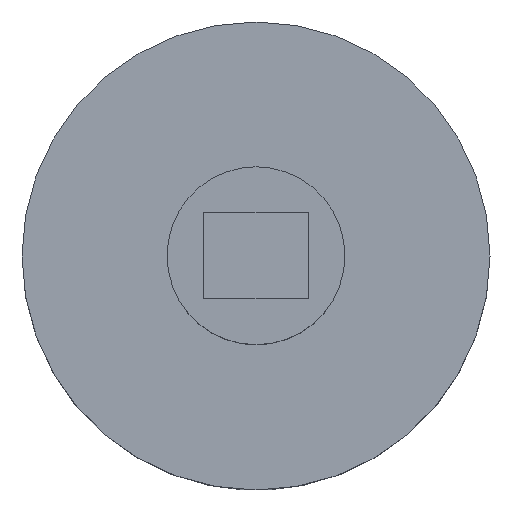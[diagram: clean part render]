
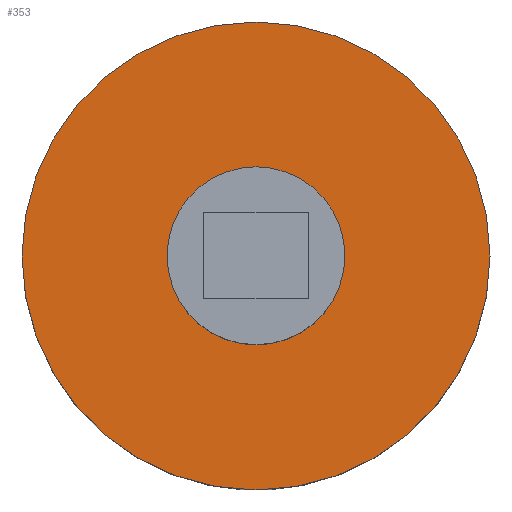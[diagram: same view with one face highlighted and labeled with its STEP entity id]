
A CAD part, top view. The second image highlights one B-rep face of the part: STEP entity #353.
In plain terms, the highlighted planar face has unit normal (0, 0, 1).
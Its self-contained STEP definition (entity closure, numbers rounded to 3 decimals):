
#35 = DIRECTION ( 'NONE',  ( -1., 0., 0. ) ) ;
#40 = AXIS2_PLACEMENT_3D ( 'NONE', #113, #540, #593 ) ;
#44 = AXIS2_PLACEMENT_3D ( 'NONE', #348, #50, #444 ) ;
#50 = DIRECTION ( 'NONE',  ( 0., 0., -1. ) ) ;
#53 = FACE_OUTER_BOUND ( 'NONE', #577, .T. ) ;
#56 = DIRECTION ( 'NONE',  ( 0., 0., -1. ) ) ;
#64 = AXIS2_PLACEMENT_3D ( 'NONE', #218, #56, #446 ) ;
#66 = CIRCLE ( 'NONE', #64, 12.5 ) ;
#104 = AXIS2_PLACEMENT_3D ( 'NONE', #621, #432, #35 ) ;
#113 = CARTESIAN_POINT ( 'NONE',  ( 0., 0., 0. ) ) ;
#161 = ORIENTED_EDGE ( 'NONE', *, *, #387, .T. ) ;
#198 = VERTEX_POINT ( 'NONE', #554 ) ;
#204 = VERTEX_POINT ( 'NONE', #420 ) ;
#218 = CARTESIAN_POINT ( 'NONE',  ( 0., 0., 0. ) ) ;
#229 = FACE_BOUND ( 'NONE', #258, .T. ) ;
#258 = EDGE_LOOP ( 'NONE', ( #161, #485 ) ) ;
#267 = ORIENTED_EDGE ( 'NONE', *, *, #613, .F. ) ;
#270 = CIRCLE ( 'NONE', #44, 4.75 ) ;
#277 = VERTEX_POINT ( 'NONE', #405 ) ;
#282 = AXIS2_PLACEMENT_3D ( 'NONE', #422, #620, #566 ) ;
#300 = CIRCLE ( 'NONE', #40, 12.5 ) ;
#305 = ORIENTED_EDGE ( 'NONE', *, *, #579, .F. ) ;
#339 = CARTESIAN_POINT ( 'NONE',  ( -12.5, 0., 0. ) ) ;
#348 = CARTESIAN_POINT ( 'NONE',  ( 0., 0., 0. ) ) ;
#353 = ADVANCED_FACE ( 'NONE', ( #53, #229 ), #376, .F. ) ;
#376 = PLANE ( 'NONE',  #104 ) ;
#387 = EDGE_CURVE ( 'NONE', #277, #198, #406, .T. ) ;
#405 = CARTESIAN_POINT ( 'NONE',  ( -4.75, 0., 0. ) ) ;
#406 = CIRCLE ( 'NONE', #282, 4.75 ) ;
#420 = CARTESIAN_POINT ( 'NONE',  ( 12.5, 0., 0. ) ) ;
#422 = CARTESIAN_POINT ( 'NONE',  ( 0., 0., 0. ) ) ;
#432 = DIRECTION ( 'NONE',  ( 0., 0., -1. ) ) ;
#444 = DIRECTION ( 'NONE',  ( -1., 0., 0. ) ) ;
#446 = DIRECTION ( 'NONE',  ( -1., 0., 0. ) ) ;
#450 = VERTEX_POINT ( 'NONE', #339 ) ;
#485 = ORIENTED_EDGE ( 'NONE', *, *, #555, .T. ) ;
#540 = DIRECTION ( 'NONE',  ( 0., 0., -1. ) ) ;
#554 = CARTESIAN_POINT ( 'NONE',  ( 4.75, 0., 0. ) ) ;
#555 = EDGE_CURVE ( 'NONE', #198, #277, #270, .T. ) ;
#566 = DIRECTION ( 'NONE',  ( -1., 0., 0. ) ) ;
#577 = EDGE_LOOP ( 'NONE', ( #267, #305 ) ) ;
#579 = EDGE_CURVE ( 'NONE', #450, #204, #300, .T. ) ;
#593 = DIRECTION ( 'NONE',  ( -1., 0., 0. ) ) ;
#613 = EDGE_CURVE ( 'NONE', #204, #450, #66, .T. ) ;
#620 = DIRECTION ( 'NONE',  ( 0., 0., -1. ) ) ;
#621 = CARTESIAN_POINT ( 'NONE',  ( 0., 0., 0. ) ) ;
